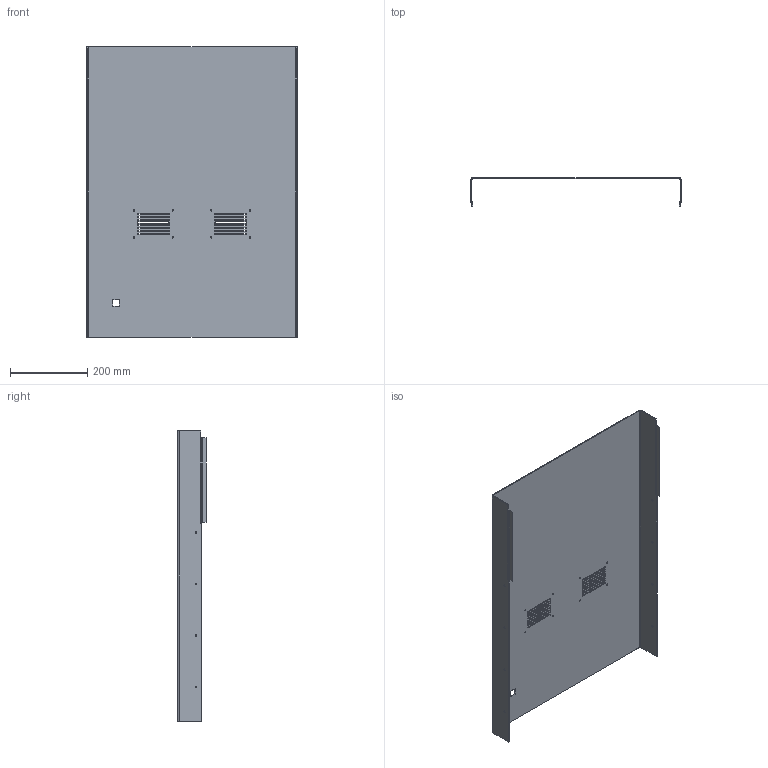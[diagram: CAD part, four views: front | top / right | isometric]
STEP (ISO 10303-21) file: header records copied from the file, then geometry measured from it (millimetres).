
FILE_DESCRIPTION(('FreeCAD Model'),'2;1');
FILE_NAME('back_cover.step','2019-10-08T11:27:58',('Author'),(''), 'Open CASCADE STEP processor 7.3','FreeCAD','Unknown');
FILE_SCHEMA(('AUTOMOTIVE_DESIGN { 1 0 10303 214 1 1 1 1 }'));
Length unit declared in the file: millimetre
Products named in the file (1): Pocket005
Bounding box: 544 x 73.96 x 751.5 mm (x, y, z)
Volume: 995978.7 mm3; surface area: 1007684 mm2
Topology: 1 solids, 1 shells, 142 faces, 380 edges, 240 vertices
Faces by surface type: plane 82, cylinder 60
Full cylindrical faces by diameter (mm): 3.2 x8, 4.2 x8
Entity records: 9552 total; most frequent: CARTESIAN_POINT 1990, DIRECTION 1369, LINE 781, VECTOR 781, ORIENTED_EDGE 760, PCURVE 760, DEFINITIONAL_REPRESENTATION 760, EDGE_CURVE 380
